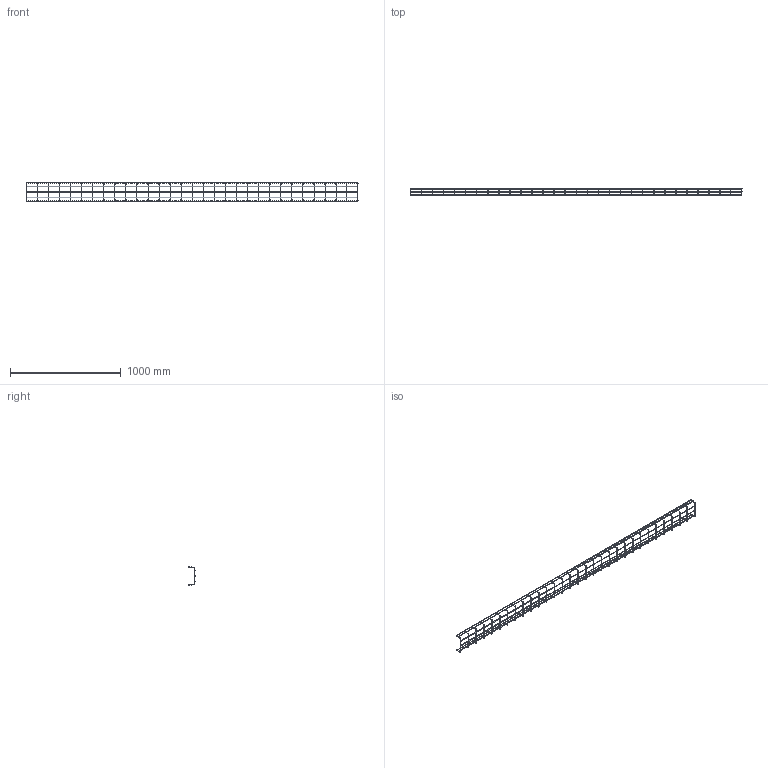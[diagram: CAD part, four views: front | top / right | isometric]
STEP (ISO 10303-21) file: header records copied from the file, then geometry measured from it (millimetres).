
FILE_DESCRIPTION (( 'STEP AP214' ), '1' );
FILE_NAME ('LCM5150-BLK_3D.step', '2024-04-19T22:04:54', ( '' ), ( '' ), 'SwSTEP 2.0', 'SolidWorks 2022', '' );
FILE_SCHEMA (( 'AUTOMOTIVE_DESIGN' ));
Length unit declared in the file: millimetre
Products named in the file (1): LCM5150-BLK_3D
Bounding box: 3000 x 59.99 x 170 mm (x, y, z)
Volume: 566363.8 mm3; surface area: 454676.4 mm2
Topology: 38 solids, 38 shells, 400 faces, 724 edges, 400 vertices
Faces by surface type: cylinder 200, torus 124, plane 76
Entity records: 9963 total; most frequent: CARTESIAN_POINT 1981, DIRECTION 1746, ORIENTED_EDGE 1448, AXIS2_PLACEMENT_3D 773, EDGE_CURVE 724, ADVANCED_FACE 400, EDGE_LOOP 400, FACE_OUTER_BOUND 400
